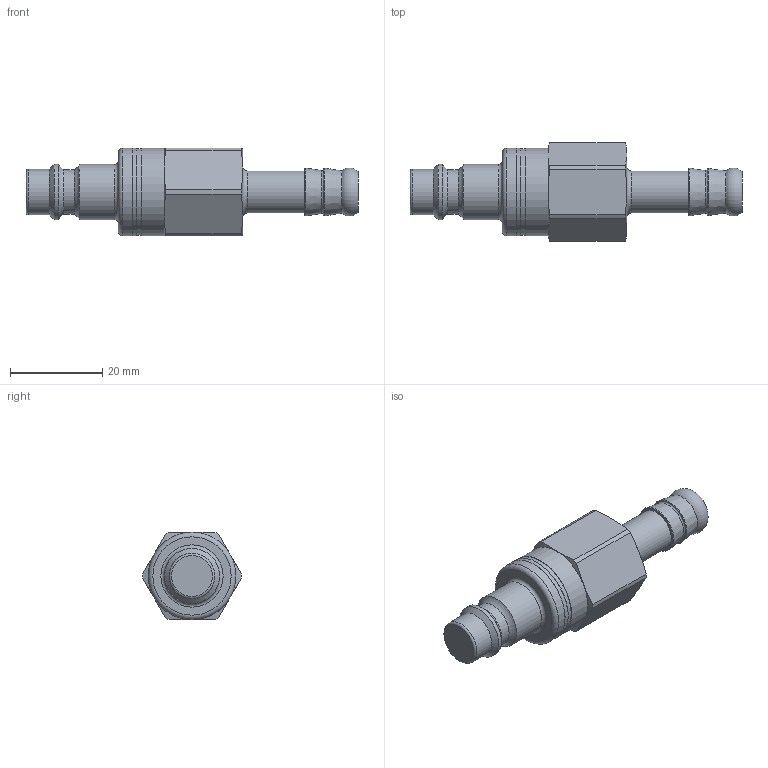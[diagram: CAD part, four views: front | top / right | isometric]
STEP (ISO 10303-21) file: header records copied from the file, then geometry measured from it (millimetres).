
FILE_DESCRIPTION((''),'2;1');
FILE_NAME('25sbtf09evx.stp','2013-03-06T16:39:51',('AS035480'),(''),'Autodesk Inventor 2011','Autodesk Inventor 2011','');
FILE_SCHEMA(('AUTOMOTIVE_DESIGN { 1 0 10303 214 1 1 1 1 }'));
Length unit declared in the file: millimetre
Products named in the file (1): D106093
Bounding box: 72 x 21.4 x 19.01 mm (x, y, z)
Volume: 11665.6 mm3; surface area: 4496 mm2
Topology: 1 solids, 4 shells, 64 faces, 135 edges, 83 vertices
Faces by surface type: cylinder 19, plane 18, cone 15, torus 12
Full cylindrical faces by diameter (mm): 7.85 x1, 9.1 x1, 9.75 x1, 9.9 x1, 12 x2, 15.1 x1, 16 x2, 18.75 x1, 18.95 x2, 19 x1
Entity records: 1544 total; most frequent: CARTESIAN_POINT 267, DIRECTION 266, ORIENTED_EDGE 184, AXIS2_PLACEMENT_3D 127, EDGE_LOOP 108, EDGE_CURVE 92, VERTEX_POINT 74, FACE_OUTER_BOUND 64
